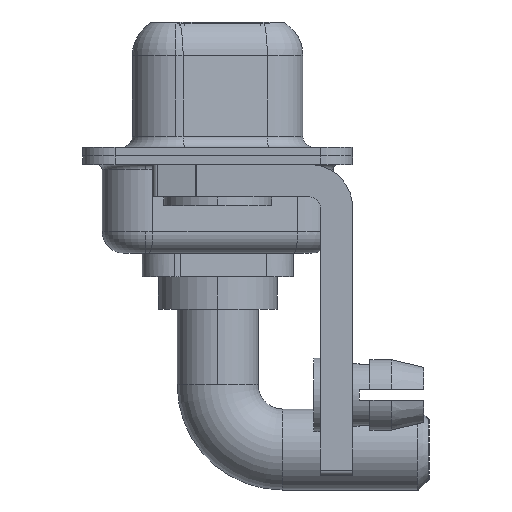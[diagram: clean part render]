
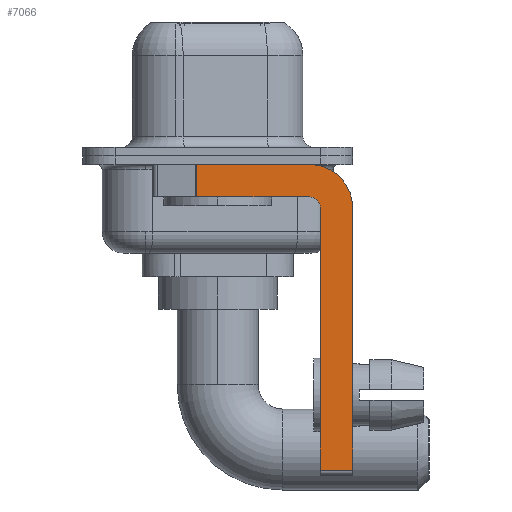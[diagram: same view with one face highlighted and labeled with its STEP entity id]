
A CAD part, left-side view. The second image highlights one B-rep face of the part: STEP entity #7066.
In plain terms, the highlighted planar face has unit normal (-1, 0, 0).
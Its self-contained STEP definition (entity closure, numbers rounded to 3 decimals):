
#81 = LINE ( 'NONE', #10139, #8683 ) ;
#345 = CIRCLE ( 'NONE', #15515, 0.5 ) ;
#461 = VERTEX_POINT ( 'NONE', #8388 ) ;
#493 = FACE_OUTER_BOUND ( 'NONE', #6240, .T. ) ;
#597 = DIRECTION ( 'NONE',  ( 0., 0., -1. ) ) ;
#737 = DIRECTION ( 'NONE',  ( 0., 0., -1. ) ) ;
#877 = VECTOR ( 'NONE', #4496, 1000. ) ;
#1704 = LINE ( 'NONE', #15212, #2187 ) ;
#2187 = VECTOR ( 'NONE', #11513, 1000. ) ;
#2253 = CARTESIAN_POINT ( 'NONE',  ( -2.9, 0.978, -1.9 ) ) ;
#2910 = DIRECTION ( 'NONE',  ( 0., 0., -1. ) ) ;
#3054 = AXIS2_PLACEMENT_3D ( 'NONE', #11720, #10482, #597 ) ;
#4037 = EDGE_CURVE ( 'NONE', #10984, #11752, #4106, .T. ) ;
#4106 = CIRCLE ( 'NONE', #3054, 2. ) ;
#4401 = VECTOR ( 'NONE', #14762, 1000. ) ;
#4496 = DIRECTION ( 'NONE',  ( 0., -1., 0. ) ) ;
#4512 = CARTESIAN_POINT ( 'NONE',  ( -2.9, -4.25, -1.9 ) ) ;
#4541 = EDGE_CURVE ( 'NONE', #461, #10984, #5409, .T. ) ;
#4628 = CARTESIAN_POINT ( 'NONE',  ( -2.9, -6.25, -14.55 ) ) ;
#5387 = DIRECTION ( 'NONE',  ( -1., 0., 0. ) ) ;
#5409 = LINE ( 'NONE', #8255, #7000 ) ;
#5445 = EDGE_CURVE ( 'NONE', #11752, #6336, #14688, .T. ) ;
#5837 = ORIENTED_EDGE ( 'NONE', *, *, #13142, .F. ) ;
#5964 = ORIENTED_EDGE ( 'NONE', *, *, #8765, .F. ) ;
#6240 = EDGE_LOOP ( 'NONE', ( #7314, #6726, #5964, #5837, #14923, #11434, #12196, #15827 ) ) ;
#6336 = VERTEX_POINT ( 'NONE', #4628 ) ;
#6726 = ORIENTED_EDGE ( 'NONE', *, *, #7550, .T. ) ;
#7000 = VECTOR ( 'NONE', #10394, 1000. ) ;
#7066 = ADVANCED_FACE ( 'NONE', ( #493 ), #12015, .F. ) ;
#7314 = ORIENTED_EDGE ( 'NONE', *, *, #4541, .F. ) ;
#7550 = EDGE_CURVE ( 'NONE', #461, #9747, #9145, .T. ) ;
#8255 = CARTESIAN_POINT ( 'NONE',  ( -2.9, 3., -0.4 ) ) ;
#8388 = CARTESIAN_POINT ( 'NONE',  ( -2.9, 0.978, -0.4 ) ) ;
#8406 = CARTESIAN_POINT ( 'NONE',  ( -2.9, -4.25, -0.4 ) ) ;
#8683 = VECTOR ( 'NONE', #15144, 1000. ) ;
#8765 = EDGE_CURVE ( 'NONE', #13669, #9747, #81, .T. ) ;
#9085 = CARTESIAN_POINT ( 'NONE',  ( -2.9, -4.25, -2.4 ) ) ;
#9145 = LINE ( 'NONE', #14452, #9207 ) ;
#9207 = VECTOR ( 'NONE', #2910, 1000. ) ;
#9747 = VERTEX_POINT ( 'NONE', #2253 ) ;
#10139 = CARTESIAN_POINT ( 'NONE',  ( -2.9, -4.25, -1.9 ) ) ;
#10394 = DIRECTION ( 'NONE',  ( 0., -1., 0. ) ) ;
#10482 = DIRECTION ( 'NONE',  ( 1., 0., 0. ) ) ;
#10714 = LINE ( 'NONE', #15726, #877 ) ;
#10984 = VERTEX_POINT ( 'NONE', #8406 ) ;
#11434 = ORIENTED_EDGE ( 'NONE', *, *, #12801, .T. ) ;
#11513 = DIRECTION ( 'NONE',  ( 0., 0., 1. ) ) ;
#11720 = CARTESIAN_POINT ( 'NONE',  ( -2.9, -4.25, -2.4 ) ) ;
#11752 = VERTEX_POINT ( 'NONE', #14984 ) ;
#11931 = CARTESIAN_POINT ( 'NONE',  ( -2.9, -4.75, -14.55 ) ) ;
#12015 = PLANE ( 'NONE',  #15465 ) ;
#12196 = ORIENTED_EDGE ( 'NONE', *, *, #5445, .F. ) ;
#12801 = EDGE_CURVE ( 'NONE', #14598, #6336, #10714, .T. ) ;
#12887 = VERTEX_POINT ( 'NONE', #14972 ) ;
#13123 = EDGE_CURVE ( 'NONE', #14598, #12887, #1704, .T. ) ;
#13142 = EDGE_CURVE ( 'NONE', #12887, #13669, #345, .T. ) ;
#13608 = CARTESIAN_POINT ( 'NONE',  ( -2.9, -6.25, -2.4 ) ) ;
#13669 = VERTEX_POINT ( 'NONE', #4512 ) ;
#14452 = CARTESIAN_POINT ( 'NONE',  ( -2.9, 0.978, -1.9 ) ) ;
#14576 = CARTESIAN_POINT ( 'NONE',  ( -2.9, -4.25, -2.4 ) ) ;
#14598 = VERTEX_POINT ( 'NONE', #11931 ) ;
#14688 = LINE ( 'NONE', #13608, #4401 ) ;
#14762 = DIRECTION ( 'NONE',  ( 0., 0., -1. ) ) ;
#14923 = ORIENTED_EDGE ( 'NONE', *, *, #13123, .F. ) ;
#14972 = CARTESIAN_POINT ( 'NONE',  ( -2.9, -4.75, -2.4 ) ) ;
#14984 = CARTESIAN_POINT ( 'NONE',  ( -2.9, -6.25, -2.4 ) ) ;
#15144 = DIRECTION ( 'NONE',  ( 0., 1., 0. ) ) ;
#15212 = CARTESIAN_POINT ( 'NONE',  ( -2.9, -4.75, -14.8 ) ) ;
#15385 = DIRECTION ( 'NONE',  ( 0., 0., 1. ) ) ;
#15465 = AXIS2_PLACEMENT_3D ( 'NONE', #14576, #15713, #737 ) ;
#15515 = AXIS2_PLACEMENT_3D ( 'NONE', #9085, #5387, #15385 ) ;
#15713 = DIRECTION ( 'NONE',  ( 1., 0., 0. ) ) ;
#15726 = CARTESIAN_POINT ( 'NONE',  ( -2.9, -4.25, -14.55 ) ) ;
#15827 = ORIENTED_EDGE ( 'NONE', *, *, #4037, .F. ) ;
